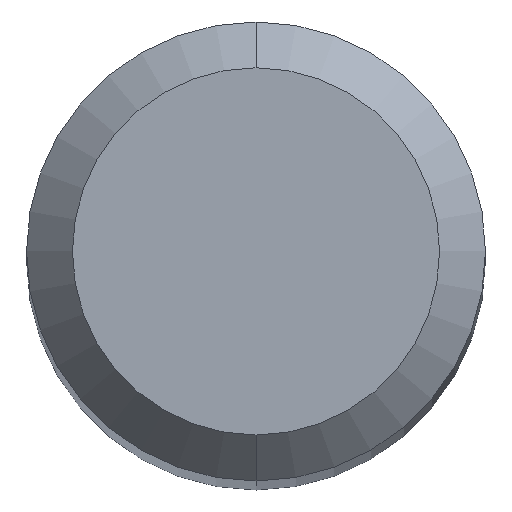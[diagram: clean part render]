
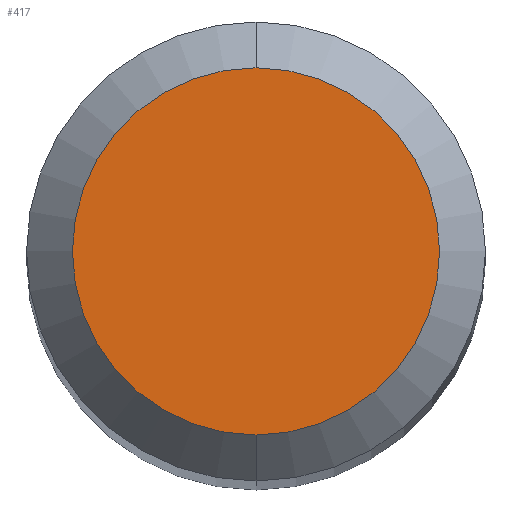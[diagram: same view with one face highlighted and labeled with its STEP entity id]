
A CAD part, top view. The second image highlights one B-rep face of the part: STEP entity #417.
In plain terms, the highlighted planar face has unit normal (0, 0, 1).
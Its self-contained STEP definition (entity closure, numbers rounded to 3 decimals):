
#239=VERTEX_POINT('',#552);
#301=EDGE_CURVE('',#239,#323,#620,.T.);
#323=VERTEX_POINT('',#644);
#417=ADVANCED_FACE('',(#748),#749,.T.);
#457=EDGE_CURVE('',#323,#239,#794,.T.);
#552=CARTESIAN_POINT('',(0.,-1.2,0.0));
#620=CIRCLE('',#1100,1.2);
#644=CARTESIAN_POINT('',(0.0,1.2,0.0));
#748=FACE_OUTER_BOUND('',#1370,.T.);
#749=PLANE('',#1371);
#794=CIRCLE('',#1435,1.2);
#1100=AXIS2_PLACEMENT_3D('',#1574,#1575,#1576);
#1370=EDGE_LOOP('',(#1740,#1741));
#1371=AXIS2_PLACEMENT_3D('',#1742,#1743,#1744);
#1435=AXIS2_PLACEMENT_3D('',#1801,#1802,#1803);
#1574=CARTESIAN_POINT('',(0.0,0.0,0.0));
#1575=DIRECTION('',(0.0,0.0,-1.0));
#1576=DIRECTION('',(0.0,1.0,0.0));
#1740=ORIENTED_EDGE('',*,*,#457,.F.);
#1741=ORIENTED_EDGE('',*,*,#301,.F.);
#1742=CARTESIAN_POINT('',(0.0,0.6,0.0));
#1743=DIRECTION('',(-0.0,0.0,1.0));
#1744=DIRECTION('',(0.0,-1.0,0.0));
#1801=CARTESIAN_POINT('',(0.0,0.0,0.0));
#1802=DIRECTION('',(0.0,0.0,-1.0));
#1803=DIRECTION('',(0.0,1.0,0.0));
